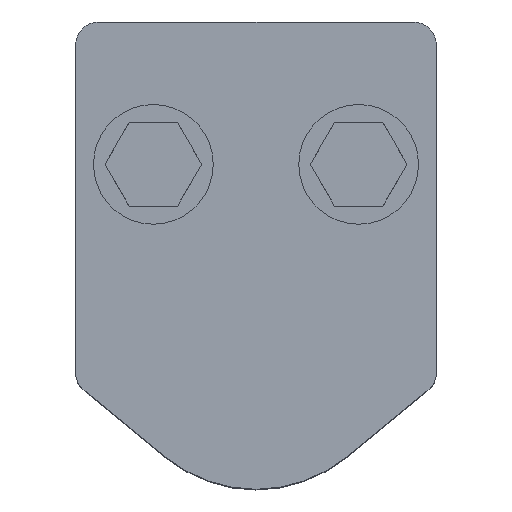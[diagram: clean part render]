
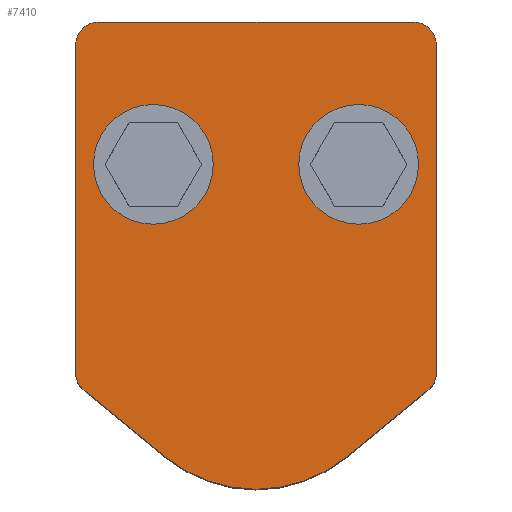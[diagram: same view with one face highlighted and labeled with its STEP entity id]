
A CAD part, top view. The second image highlights one B-rep face of the part: STEP entity #7410.
In plain terms, the highlighted planar face has unit normal (0, 0, 1).
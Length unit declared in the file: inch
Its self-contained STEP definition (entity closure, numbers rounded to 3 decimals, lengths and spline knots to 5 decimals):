
#272=FACE_BOUND('',#1097,.T.);
#273=FACE_BOUND('',#1098,.T.);
#370=PLANE('',#8010);
#628=FACE_OUTER_BOUND('',#1096,.T.);
#1096=EDGE_LOOP('',(#5128,#5129,#5130,#5131,#5132,#5133,#5134,#5135,#5136,
#5137));
#1097=EDGE_LOOP('',(#5138,#5139));
#1098=EDGE_LOOP('',(#5140,#5141));
#1652=LINE('',#11771,#2102);
#1655=LINE('',#11780,#2105);
#1657=LINE('',#11786,#2107);
#1658=LINE('',#11790,#2108);
#1659=LINE('',#11792,#2109);
#2102=VECTOR('',#9200,0.3937);
#2105=VECTOR('',#9209,0.3937);
#2107=VECTOR('',#9215,0.3937);
#2108=VECTOR('',#9218,0.3937);
#2109=VECTOR('',#9221,0.3937);
#2564=CIRCLE('',#8005,0.25);
#2565=CIRCLE('',#8008,0.25);
#2566=CIRCLE('',#8011,0.25);
#2567=CIRCLE('',#8012,1.56);
#2568=CIRCLE('',#8013,0.25);
#2569=CIRCLE('',#8014,0.3205);
#2570=CIRCLE('',#8015,0.3205);
#2571=CIRCLE('',#8016,0.3205);
#2572=CIRCLE('',#8017,0.3205);
#3123=VERTEX_POINT('',#11763);
#3124=VERTEX_POINT('',#11765);
#3125=VERTEX_POINT('',#11769);
#3126=VERTEX_POINT('',#11773);
#3127=VERTEX_POINT('',#11775);
#3128=VERTEX_POINT('',#11779);
#3129=VERTEX_POINT('',#11783);
#3130=VERTEX_POINT('',#11785);
#3131=VERTEX_POINT('',#11787);
#3132=VERTEX_POINT('',#11789);
#3133=VERTEX_POINT('',#11793);
#3134=VERTEX_POINT('',#11794);
#3135=VERTEX_POINT('',#11797);
#3136=VERTEX_POINT('',#11798);
#3896=EDGE_CURVE('',#3123,#3124,#2564,.T.);
#3899=EDGE_CURVE('',#3125,#3123,#1652,.T.);
#3901=EDGE_CURVE('',#3126,#3127,#2565,.T.);
#3903=EDGE_CURVE('',#3127,#3128,#1655,.T.);
#3905=EDGE_CURVE('',#3129,#3125,#2566,.T.);
#3906=EDGE_CURVE('',#3129,#3130,#1657,.T.);
#3907=EDGE_CURVE('',#3130,#3131,#2567,.T.);
#3908=EDGE_CURVE('',#3131,#3132,#1658,.T.);
#3909=EDGE_CURVE('',#3128,#3132,#2568,.T.);
#3910=EDGE_CURVE('',#3124,#3126,#1659,.T.);
#3911=EDGE_CURVE('',#3133,#3134,#2569,.T.);
#3912=EDGE_CURVE('',#3134,#3133,#2570,.T.);
#3913=EDGE_CURVE('',#3135,#3136,#2571,.T.);
#3914=EDGE_CURVE('',#3136,#3135,#2572,.T.);
#5128=ORIENTED_EDGE('',*,*,#3896,.F.);
#5129=ORIENTED_EDGE('',*,*,#3899,.F.);
#5130=ORIENTED_EDGE('',*,*,#3905,.F.);
#5131=ORIENTED_EDGE('',*,*,#3906,.T.);
#5132=ORIENTED_EDGE('',*,*,#3907,.T.);
#5133=ORIENTED_EDGE('',*,*,#3908,.T.);
#5134=ORIENTED_EDGE('',*,*,#3909,.F.);
#5135=ORIENTED_EDGE('',*,*,#3903,.F.);
#5136=ORIENTED_EDGE('',*,*,#3901,.F.);
#5137=ORIENTED_EDGE('',*,*,#3910,.F.);
#5138=ORIENTED_EDGE('',*,*,#3911,.T.);
#5139=ORIENTED_EDGE('',*,*,#3912,.T.);
#5140=ORIENTED_EDGE('',*,*,#3913,.T.);
#5141=ORIENTED_EDGE('',*,*,#3914,.T.);
#7410=ADVANCED_FACE('',(#628,#272,#273),#370,.F.);
#8005=AXIS2_PLACEMENT_3D('',#11766,#9194,#9195);
#8008=AXIS2_PLACEMENT_3D('',#11776,#9204,#9205);
#8010=AXIS2_PLACEMENT_3D('',#11782,#9211,#9212);
#8011=AXIS2_PLACEMENT_3D('',#11784,#9213,#9214);
#8012=AXIS2_PLACEMENT_3D('',#11788,#9216,#9217);
#8013=AXIS2_PLACEMENT_3D('',#11791,#9219,#9220);
#8014=AXIS2_PLACEMENT_3D('',#11795,#9222,#9223);
#8015=AXIS2_PLACEMENT_3D('',#11796,#9224,#9225);
#8016=AXIS2_PLACEMENT_3D('',#11799,#9226,#9227);
#8017=AXIS2_PLACEMENT_3D('',#11800,#9228,#9229);
#9194=DIRECTION('center_axis',(0.,0.,
-1.));
#9195=DIRECTION('ref_axis',(-0.707,0.707,0.));
#9200=DIRECTION('',(0.,1.,0.));
#9204=DIRECTION('center_axis',(0.,0.,
-1.));
#9205=DIRECTION('ref_axis',(0.707,0.707,0.));
#9209=DIRECTION('',(0.,-1.,0.));
#9211=DIRECTION('center_axis',(0.,0.,
-1.));
#9212=DIRECTION('ref_axis',(-1.,0.,0.));
#9213=DIRECTION('center_axis',(0.,0.,
-1.));
#9214=DIRECTION('ref_axis',(-0.904,-0.428,0.));
#9215=DIRECTION('',(0.774,-0.633,0.));
#9216=DIRECTION('center_axis',(0.,0.,
1.));
#9217=DIRECTION('ref_axis',(0.633,-0.774,0.));
#9218=DIRECTION('',(0.774,0.633,0.));
#9219=DIRECTION('center_axis',(0.,0.,
-1.));
#9220=DIRECTION('ref_axis',(0.904,-0.428,0.));
#9221=DIRECTION('',(1.,0.,0.));
#9222=DIRECTION('center_axis',(0.,0.,
-1.));
#9223=DIRECTION('ref_axis',(-1.,0.,0.));
#9224=DIRECTION('center_axis',(0.,0.,
-1.));
#9225=DIRECTION('ref_axis',(-1.,0.,0.));
#9226=DIRECTION('center_axis',(0.,0.,
-1.));
#9227=DIRECTION('ref_axis',(-1.,0.,0.));
#9228=DIRECTION('center_axis',(0.,0.,
-1.));
#9229=DIRECTION('ref_axis',(-1.,0.,0.));
#11763=CARTESIAN_POINT('',(-0.37377,4.2692,4.495));
#11765=CARTESIAN_POINT('',(-0.12377,4.5192,4.495));
#11766=CARTESIAN_POINT('Origin',(-0.12377,4.2692,4.495));
#11769=CARTESIAN_POINT('',(-0.37377,0.6777,4.495));
#11771=CARTESIAN_POINT('',(-0.37377,-0.6008,4.495));
#11773=CARTESIAN_POINT('',(3.32623,4.5192,4.495));
#11775=CARTESIAN_POINT('',(3.57623,4.2692,4.495));
#11776=CARTESIAN_POINT('Origin',(3.32623,4.2692,4.495));
#11779=CARTESIAN_POINT('',(3.57623,0.6777,4.495));
#11780=CARTESIAN_POINT('',(3.57623,4.5192,4.495));
#11782=CARTESIAN_POINT('Origin',(1.60123,1.9592,4.495));
#11783=CARTESIAN_POINT('',(-0.28204,0.48418,4.495));
#11784=CARTESIAN_POINT('Origin',(-0.12377,0.6777,4.495));
#11785=CARTESIAN_POINT('',(0.6136,-0.24834,4.495));
#11786=CARTESIAN_POINT('',(0.36857,-0.04794,4.495));
#11787=CARTESIAN_POINT('',(2.58887,-0.24834,4.495));
#11788=CARTESIAN_POINT('Origin',(1.60123,0.9592,4.495));
#11789=CARTESIAN_POINT('',(3.48451,0.48418,4.495));
#11790=CARTESIAN_POINT('',(3.32758,0.35584,4.495));
#11791=CARTESIAN_POINT('Origin',(3.32623,0.6777,4.495));
#11792=CARTESIAN_POINT('',(-0.37377,4.5192,4.495));
#11793=CARTESIAN_POINT('',(2.40573,2.9592,4.495));
#11794=CARTESIAN_POINT('',(3.04673,2.9592,4.495));
#11795=CARTESIAN_POINT('Origin',(2.72623,2.9592,4.495));
#11796=CARTESIAN_POINT('Origin',(2.72623,2.9592,4.495));
#11797=CARTESIAN_POINT('',(0.15573,2.9592,4.495));
#11798=CARTESIAN_POINT('',(0.79673,2.9592,4.495));
#11799=CARTESIAN_POINT('Origin',(0.47623,2.9592,4.495));
#11800=CARTESIAN_POINT('Origin',(0.47623,2.9592,4.495));
